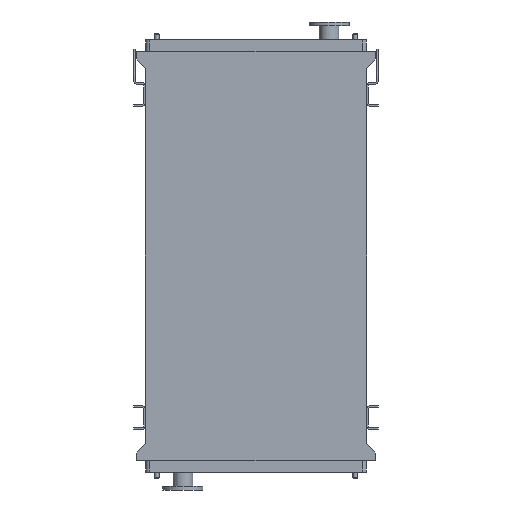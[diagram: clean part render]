
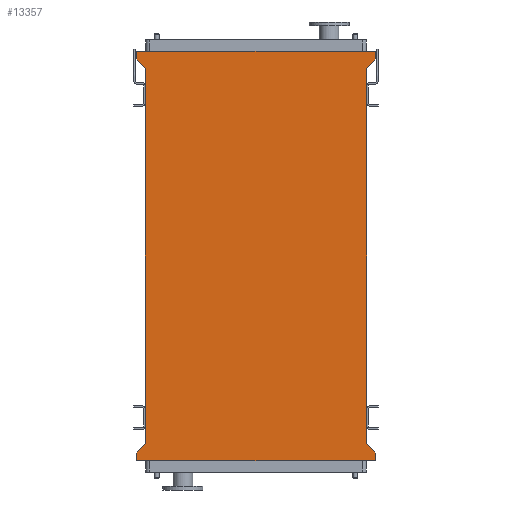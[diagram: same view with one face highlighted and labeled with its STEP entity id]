
A CAD part, front view. The second image highlights one B-rep face of the part: STEP entity #13357.
In plain terms, the highlighted planar face has unit normal (0, -1, 0).
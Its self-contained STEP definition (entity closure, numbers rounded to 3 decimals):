
#26 = FACE_OUTER_BOUND ( 'NONE', #10511, .T. ) ;
#50 = DIRECTION ( 'NONE',  ( 0., 0., -1. ) ) ;
#155 = CARTESIAN_POINT ( 'NONE',  ( 651., 0., 95. ) ) ;
#1186 = VERTEX_POINT ( 'NONE', #14475 ) ;
#1433 = VERTEX_POINT ( 'NONE', #13197 ) ;
#1865 = VERTEX_POINT ( 'NONE', #16278 ) ;
#2049 = CARTESIAN_POINT ( 'NONE',  ( 651., 0., 53. ) ) ;
#2097 = VECTOR ( 'NONE', #15911, 1000. ) ;
#2112 = LINE ( 'NONE', #15680, #2097 ) ;
#2159 = DIRECTION ( 'NONE',  ( 0.655, 0., -0.755 ) ) ;
#2213 = CARTESIAN_POINT ( 'NONE',  ( 605., 0., -2050. ) ) ;
#2233 = VECTOR ( 'NONE', #2234, 1000. ) ;
#2234 = DIRECTION ( 'NONE',  ( -0.655, 0., -0.755 ) ) ;
#2318 = LINE ( 'NONE', #2049, #2233 ) ;
#2326 = CARTESIAN_POINT ( 'NONE',  ( -651., 0., -2145. ) ) ;
#2982 = VECTOR ( 'NONE', #6239, 1000. ) ;
#3374 = EDGE_CURVE ( 'NONE', #1186, #8928, #7186, .T. ) ;
#3544 = VECTOR ( 'NONE', #8323, 1000. ) ;
#3586 = LINE ( 'NONE', #7871, #3544 ) ;
#3815 = VERTEX_POINT ( 'NONE', #10403 ) ;
#3994 = EDGE_CURVE ( 'NONE', #5994, #11103, #5128, .T. ) ;
#4187 = VECTOR ( 'NONE', #12873, 1000. ) ;
#4229 = VERTEX_POINT ( 'NONE', #12563 ) ;
#4244 = EDGE_CURVE ( 'NONE', #1433, #10893, #4265, .T. ) ;
#4259 = VERTEX_POINT ( 'NONE', #10350 ) ;
#4265 = LINE ( 'NONE', #10224, #4361 ) ;
#4361 = VECTOR ( 'NONE', #10124, 1000. ) ;
#4438 = EDGE_CURVE ( 'NONE', #4229, #15004, #3586, .T. ) ;
#4953 = EDGE_CURVE ( 'NONE', #1865, #4259, #2318, .T. ) ;
#5030 = EDGE_CURVE ( 'NONE', #10893, #3815, #2112, .T. ) ;
#5128 = LINE ( 'NONE', #2213, #5199 ) ;
#5199 = VECTOR ( 'NONE', #2159, 1000. ) ;
#5223 = ORIENTED_EDGE ( 'NONE', *, *, #6702, .T. ) ;
#5766 = CARTESIAN_POINT ( 'NONE',  ( 605., 0., -2050. ) ) ;
#5955 = DIRECTION ( 'NONE',  ( 0., 0., 1. ) ) ;
#5994 = VERTEX_POINT ( 'NONE', #10723 ) ;
#6046 = LINE ( 'NONE', #9481, #15015 ) ;
#6217 = CARTESIAN_POINT ( 'NONE',  ( 651., 0., -2103. ) ) ;
#6239 = DIRECTION ( 'NONE',  ( 0., 0., -1. ) ) ;
#6702 = EDGE_CURVE ( 'NONE', #5994, #4259, #12034, .T. ) ;
#7158 = VECTOR ( 'NONE', #7322, 1000. ) ;
#7186 = LINE ( 'NONE', #14762, #7158 ) ;
#7322 = DIRECTION ( 'NONE',  ( -1., 0., 0. ) ) ;
#7601 = CARTESIAN_POINT ( 'NONE',  ( -651., 0., 95. ) ) ;
#7871 = CARTESIAN_POINT ( 'NONE',  ( -651., 0., 53. ) ) ;
#8323 = DIRECTION ( 'NONE',  ( 0., 0., 1. ) ) ;
#8726 = LINE ( 'NONE', #155, #12119 ) ;
#8928 = VERTEX_POINT ( 'NONE', #2326 ) ;
#9423 = DIRECTION ( 'NONE',  ( -0.655, 0., 0.755 ) ) ;
#9481 = CARTESIAN_POINT ( 'NONE',  ( -605., 0., 0. ) ) ;
#9876 = LINE ( 'NONE', #6217, #2982 ) ;
#10124 = DIRECTION ( 'NONE',  ( 0.655, 0., 0.755 ) ) ;
#10224 = CARTESIAN_POINT ( 'NONE',  ( -651., 0., -2103. ) ) ;
#10350 = CARTESIAN_POINT ( 'NONE',  ( 605., 0., 0. ) ) ;
#10403 = CARTESIAN_POINT ( 'NONE',  ( -605., 0., 0. ) ) ;
#10511 = EDGE_LOOP ( 'NONE', ( #5223, #14910, #14376, #13561, #11865, #11802, #11683, #11713, #11504, #11567, #11458, #11472 ) ) ;
#10723 = CARTESIAN_POINT ( 'NONE',  ( 605., 0., -2050. ) ) ;
#10893 = VERTEX_POINT ( 'NONE', #12266 ) ;
#11040 = LINE ( 'NONE', #12393, #4187 ) ;
#11082 = CARTESIAN_POINT ( 'NONE',  ( 651., 0., -2103. ) ) ;
#11103 = VERTEX_POINT ( 'NONE', #11082 ) ;
#11458 = ORIENTED_EDGE ( 'NONE', *, *, #14203, .F. ) ;
#11472 = ORIENTED_EDGE ( 'NONE', *, *, #3994, .F. ) ;
#11504 = ORIENTED_EDGE ( 'NONE', *, *, #14990, .F. ) ;
#11567 = ORIENTED_EDGE ( 'NONE', *, *, #3374, .F. ) ;
#11683 = ORIENTED_EDGE ( 'NONE', *, *, #5030, .F. ) ;
#11713 = ORIENTED_EDGE ( 'NONE', *, *, #4244, .F. ) ;
#11802 = ORIENTED_EDGE ( 'NONE', *, *, #13828, .F. ) ;
#11865 = ORIENTED_EDGE ( 'NONE', *, *, #4438, .F. ) ;
#11989 = VECTOR ( 'NONE', #5955, 1000. ) ;
#12034 = LINE ( 'NONE', #5766, #11989 ) ;
#12119 = VECTOR ( 'NONE', #50, 1000. ) ;
#12157 = CARTESIAN_POINT ( 'NONE',  ( -651., 0., 95. ) ) ;
#12266 = CARTESIAN_POINT ( 'NONE',  ( -605., 0., -2050. ) ) ;
#12393 = CARTESIAN_POINT ( 'NONE',  ( -651., 0., -2145. ) ) ;
#12563 = CARTESIAN_POINT ( 'NONE',  ( -651., 0., 53. ) ) ;
#12599 = LINE ( 'NONE', #7601, #15916 ) ;
#12873 = DIRECTION ( 'NONE',  ( 0., 0., 1. ) ) ;
#13197 = CARTESIAN_POINT ( 'NONE',  ( -651., 0., -2103. ) ) ;
#13284 = EDGE_CURVE ( 'NONE', #14889, #1865, #8726, .T. ) ;
#13357 = ADVANCED_FACE ( 'NONE', ( #26 ), #15913, .T. ) ;
#13561 = ORIENTED_EDGE ( 'NONE', *, *, #15538, .F. ) ;
#13828 = EDGE_CURVE ( 'NONE', #3815, #4229, #6046, .T. ) ;
#13975 = CARTESIAN_POINT ( 'NONE',  ( 651., 0., 95. ) ) ;
#14203 = EDGE_CURVE ( 'NONE', #11103, #1186, #9876, .T. ) ;
#14376 = ORIENTED_EDGE ( 'NONE', *, *, #13284, .F. ) ;
#14475 = CARTESIAN_POINT ( 'NONE',  ( 651., 0., -2145. ) ) ;
#14762 = CARTESIAN_POINT ( 'NONE',  ( 651., 0., -2145. ) ) ;
#14889 = VERTEX_POINT ( 'NONE', #13975 ) ;
#14910 = ORIENTED_EDGE ( 'NONE', *, *, #4953, .F. ) ;
#14990 = EDGE_CURVE ( 'NONE', #8928, #1433, #11040, .T. ) ;
#15004 = VERTEX_POINT ( 'NONE', #12157 ) ;
#15015 = VECTOR ( 'NONE', #9423, 1000. ) ;
#15333 = AXIS2_PLACEMENT_3D ( 'NONE', #16132, #15873, #15857 ) ;
#15538 = EDGE_CURVE ( 'NONE', #15004, #14889, #12599, .T. ) ;
#15680 = CARTESIAN_POINT ( 'NONE',  ( -605., 0., -2050. ) ) ;
#15750 = DIRECTION ( 'NONE',  ( 1., 0., 0. ) ) ;
#15857 = DIRECTION ( 'NONE',  ( 0., 0., -1. ) ) ;
#15873 = DIRECTION ( 'NONE',  ( 0., -1., 0. ) ) ;
#15911 = DIRECTION ( 'NONE',  ( 0., 0., 1. ) ) ;
#15913 = PLANE ( 'NONE',  #15333 ) ;
#15916 = VECTOR ( 'NONE', #15750, 1000. ) ;
#16132 = CARTESIAN_POINT ( 'NONE',  ( -605., 0., -2050. ) ) ;
#16278 = CARTESIAN_POINT ( 'NONE',  ( 651., 0., 53. ) ) ;
